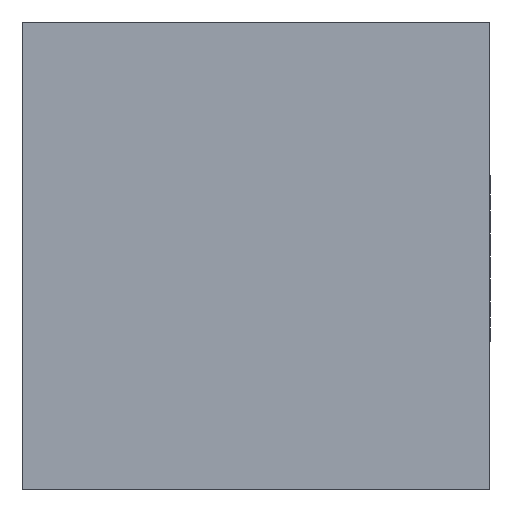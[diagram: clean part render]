
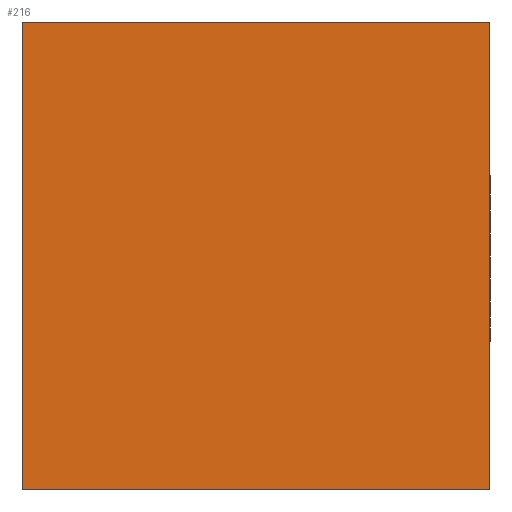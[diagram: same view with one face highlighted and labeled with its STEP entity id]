
A CAD part, front view. The second image highlights one B-rep face of the part: STEP entity #216.
In plain terms, the highlighted face is planar.
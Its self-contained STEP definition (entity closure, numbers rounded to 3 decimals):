
#22=LINE('',#353,#34);
#25=LINE('',#358,#37);
#27=LINE('',#362,#39);
#29=LINE('',#365,#41);
#34=VECTOR('',#296,10.);
#37=VECTOR('',#301,10.);
#39=VECTOR('',#305,10.);
#41=VECTOR('',#309,10.);
#47=PLANE('',#252);
#80=FACE_OUTER_BOUND('',#106,.T.);
#106=EDGE_LOOP('',(#197,#198,#199,#200));
#131=VERTEX_POINT('',#351);
#132=VERTEX_POINT('',#352);
#133=VERTEX_POINT('',#357);
#134=VERTEX_POINT('',#361);
#149=EDGE_CURVE('',#131,#132,#22,.T.);
#152=EDGE_CURVE('',#132,#133,#25,.T.);
#154=EDGE_CURVE('',#133,#134,#27,.T.);
#156=EDGE_CURVE('',#134,#131,#29,.T.);
#197=ORIENTED_EDGE('',*,*,#149,.F.);
#198=ORIENTED_EDGE('',*,*,#156,.F.);
#199=ORIENTED_EDGE('',*,*,#154,.F.);
#200=ORIENTED_EDGE('',*,*,#152,.F.);
#216=ADVANCED_FACE('',(#80),#47,.T.);
#252=AXIS2_PLACEMENT_3D('',#366,#310,#311);
#296=DIRECTION('',(0.,1.,0.));
#301=DIRECTION('',(1.,0.,0.));
#305=DIRECTION('',(0.,-1.,0.));
#309=DIRECTION('',(-1.,0.,0.));
#310=DIRECTION('center_axis',(0.,0.,
1.));
#311=DIRECTION('ref_axis',(1.,0.,0.));
#351=CARTESIAN_POINT('',(-7.5,-7.5,51.));
#352=CARTESIAN_POINT('',(-7.5,7.5,51.));
#353=CARTESIAN_POINT('',(-7.5,-7.5,51.));
#357=CARTESIAN_POINT('',(7.5,7.5,51.));
#358=CARTESIAN_POINT('',(-7.5,7.5,51.));
#361=CARTESIAN_POINT('',(7.5,-7.5,51.));
#362=CARTESIAN_POINT('',(7.5,7.5,51.));
#365=CARTESIAN_POINT('',(7.5,-7.5,51.));
#366=CARTESIAN_POINT('Origin',(0.,0.,
51.));
